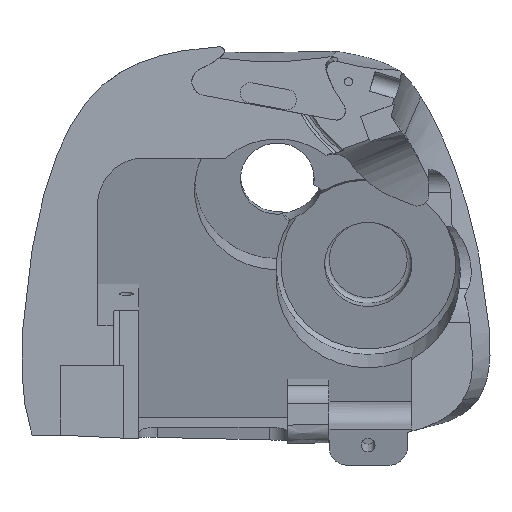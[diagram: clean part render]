
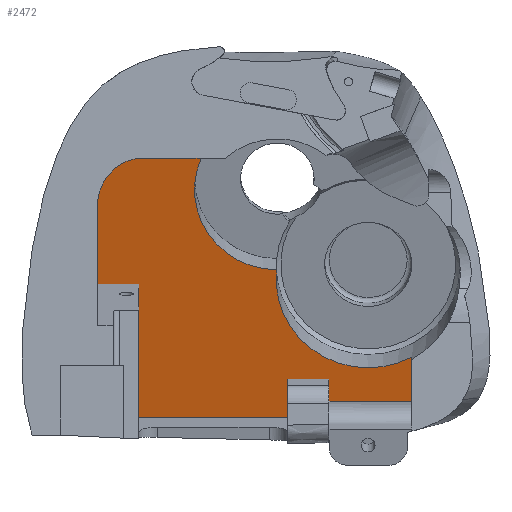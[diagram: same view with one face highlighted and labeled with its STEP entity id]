
A CAD part, left-side view. The second image highlights one B-rep face of the part: STEP entity #2472.
In plain terms, the highlighted planar face has unit normal (-0.966, 0, -0.259).
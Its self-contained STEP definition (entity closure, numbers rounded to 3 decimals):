
#132=PLANE('',#2631);
#260=FACE_OUTER_BOUND('',#397,.T.);
#397=EDGE_LOOP('',(#2305,#2306,#2307,#2308,#2309,#2310,#2311,#2312,#2313,
#2314,#2315));
#476=LINE('',#6015,#605);
#478=LINE('',#6019,#607);
#481=LINE('',#6026,#610);
#498=LINE('',#7961,#627);
#501=LINE('',#7966,#630);
#520=LINE('',#14202,#649);
#524=LINE('',#14212,#653);
#526=LINE('',#14215,#655);
#605=VECTOR('',#2860,10.);
#607=VECTOR('',#2864,10.);
#610=VECTOR('',#2871,10.);
#627=VECTOR('',#2962,10.);
#630=VECTOR('',#2967,10.);
#649=VECTOR('',#3032,10.);
#653=VECTOR('',#3046,10.);
#655=VECTOR('',#3050,10.);
#676=CIRCLE('',#2559,5.);
#695=CIRCLE('',#2594,9.);
#707=CIRCLE('',#2627,10.);
#1062=VERTEX_POINT('',#6007);
#1063=VERTEX_POINT('',#6008);
#1064=VERTEX_POINT('',#6013);
#1065=VERTEX_POINT('',#6017);
#1067=VERTEX_POINT('',#6025);
#1119=VERTEX_POINT('',#7941);
#1125=VERTEX_POINT('',#7959);
#1126=VERTEX_POINT('',#7960);
#1127=VERTEX_POINT('',#7965);
#1162=VERTEX_POINT('',#14200);
#1163=VERTEX_POINT('',#14211);
#1382=EDGE_CURVE('',#1062,#1063,#676,.T.);
#1386=EDGE_CURVE('',#1063,#1064,#476,.T.);
#1388=EDGE_CURVE('',#1064,#1065,#478,.T.);
#1391=EDGE_CURVE('',#1067,#1062,#481,.T.);
#1463=EDGE_CURVE('',#1067,#1119,#695,.T.);
#1470=EDGE_CURVE('',#1125,#1126,#498,.T.);
#1473=EDGE_CURVE('',#1127,#1125,#501,.T.);
#1540=EDGE_CURVE('',#1127,#1162,#520,.T.);
#1543=EDGE_CURVE('',#1119,#1162,#707,.T.);
#1545=EDGE_CURVE('',#1163,#1126,#524,.T.);
#1547=EDGE_CURVE('',#1163,#1065,#526,.F.);
#2305=ORIENTED_EDGE('',*,*,#1547,.F.);
#2306=ORIENTED_EDGE('',*,*,#1545,.T.);
#2307=ORIENTED_EDGE('',*,*,#1470,.F.);
#2308=ORIENTED_EDGE('',*,*,#1473,.F.);
#2309=ORIENTED_EDGE('',*,*,#1540,.T.);
#2310=ORIENTED_EDGE('',*,*,#1543,.F.);
#2311=ORIENTED_EDGE('',*,*,#1463,.F.);
#2312=ORIENTED_EDGE('',*,*,#1391,.T.);
#2313=ORIENTED_EDGE('',*,*,#1382,.T.);
#2314=ORIENTED_EDGE('',*,*,#1386,.T.);
#2315=ORIENTED_EDGE('',*,*,#1388,.T.);
#2472=ADVANCED_FACE('',(#260),#132,.F.);
#2559=AXIS2_PLACEMENT_3D('',#6009,#2853,#2854);
#2594=AXIS2_PLACEMENT_3D('',#7944,#2945,#2946);
#2627=AXIS2_PLACEMENT_3D('',#14207,#3039,#3040);
#2631=AXIS2_PLACEMENT_3D('',#14216,#3051,#3052);
#2853=DIRECTION('center_axis',(-0.966,0.,-0.259));
#2854=DIRECTION('ref_axis',(0.,1.,0.));
#2860=DIRECTION('',(0.259,0.,-0.966));
#2864=DIRECTION('',(0.,-1.,0.));
#2871=DIRECTION('',(0.,1.,0.));
#2945=DIRECTION('center_axis',(-0.966,0.,-0.259));
#2946=DIRECTION('ref_axis',(0.,1.,0.));
#2962=DIRECTION('',(0.259,0.,-0.966));
#2967=DIRECTION('',(0.,1.,0.));
#3032=DIRECTION('',(-0.259,0.,0.966));
#3039=DIRECTION('center_axis',(-0.966,0.,-0.259));
#3040=DIRECTION('ref_axis',(0.,-1.,0.));
#3046=DIRECTION('',(0.,-1.,0.));
#3050=DIRECTION('',(0.259,0.,-0.966));
#3051=DIRECTION('center_axis',(0.966,0.,0.259));
#3052=DIRECTION('ref_axis',(0.,1.,0.));
#6007=CARTESIAN_POINT('',(12.337,16.268,9.022));
#6008=CARTESIAN_POINT('',(13.632,21.268,4.192));
#6009=CARTESIAN_POINT('Origin',(13.631,16.268,4.192));
#6013=CARTESIAN_POINT('',(16.893,21.268,-7.978));
#6015=CARTESIAN_POINT('',(18.368,21.268,-13.484));
#6017=CARTESIAN_POINT('',(16.892,16.768,-7.978));
#6019=CARTESIAN_POINT('',(16.892,7.568,-7.979));
#6025=CARTESIAN_POINT('',(12.337,7.393,9.022));
#6026=CARTESIAN_POINT('',(12.337,16.268,9.022));
#7941=CARTESIAN_POINT('',(16.476,1.809,-6.426));
#7944=CARTESIAN_POINT('Origin',(14.146,1.727,2.267));
#7959=CARTESIAN_POINT('',(20.307,-3.881,-20.726));
#7960=CARTESIAN_POINT('',(20.774,-3.881,-22.468));
#7961=CARTESIAN_POINT('',(19.463,-3.881,-17.575));
#7965=CARTESIAN_POINT('',(20.306,-12.888,-20.726));
#7966=CARTESIAN_POINT('',(20.307,-8.26,-20.726));
#14200=CARTESIAN_POINT('',(19.018,-12.888,-15.919));
#14202=CARTESIAN_POINT('',(17.676,-12.888,-10.91));
#14207=CARTESIAN_POINT('Origin',(16.741,-8.138,-7.418));
#14211=CARTESIAN_POINT('',(20.775,16.768,-22.467));
#14212=CARTESIAN_POINT('',(20.775,16.268,-22.467));
#14215=CARTESIAN_POINT('',(19.843,16.768,-18.99));
#14216=CARTESIAN_POINT('Origin',(19.842,-3.632,-18.99));
